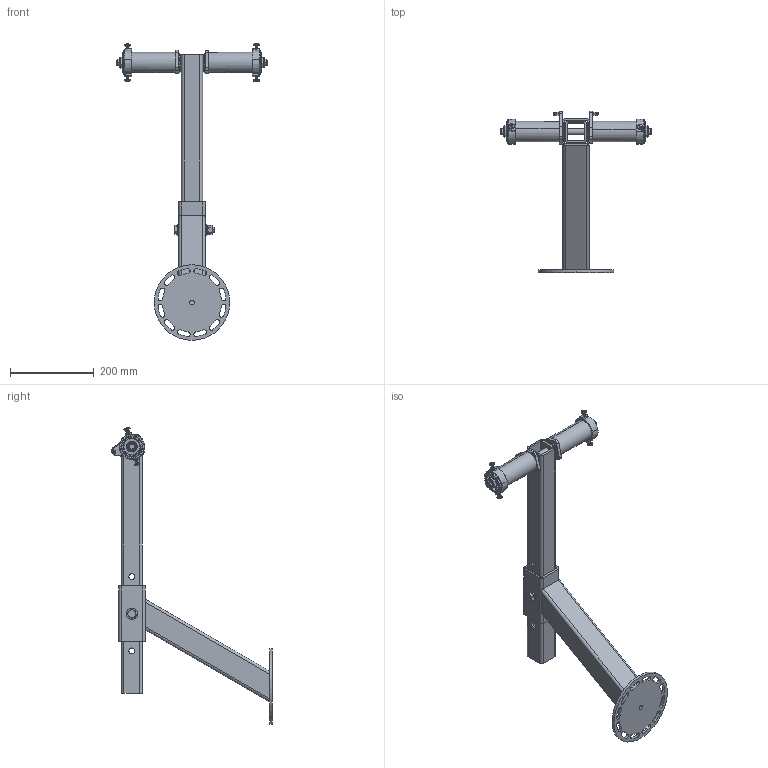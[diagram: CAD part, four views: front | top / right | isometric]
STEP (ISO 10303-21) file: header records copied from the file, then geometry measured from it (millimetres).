
FILE_DESCRIPTION (( 'STEP AP214' ), '1' );
FILE_NAME ('SubArc Spool Support - 119438.STEP', '2015-12-17T21:39:07', ( 'ITS' ), ( 'ITW Welding Group' ), 'SwSTEP 2.0', 'SolidWorks 2015', '' );
FILE_SCHEMA (( 'AUTOMOTIVE_DESIGN' ));
Length unit declared in the file: inch
Products named in the file (1): SubArc Spool Support - 119438
Bounding box: 361.95 x 384.86 x 710.14 mm (x, y, z)
Volume: 1560518.3 mm3; surface area: 700799 mm2
Topology: 42 solids, 42 shells, 1324 faces, 3226 edges, 1945 vertices
Faces by surface type: cylinder 583, plane 320, torus 170, bspline 114, cone 99, sphere 38
Entity records: 67890 total; most frequent: CARTESIAN_POINT 19590, DIRECTION 6633, ORIENTED_EDGE 6320, EDGE_CURVE 3160, AXIS2_PLACEMENT_3D 2746, VERTEX_POINT 1939, CIRCLE 1535, EDGE_LOOP 1465
